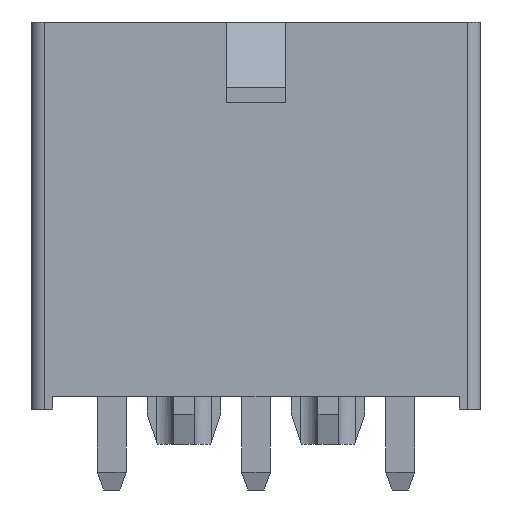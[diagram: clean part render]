
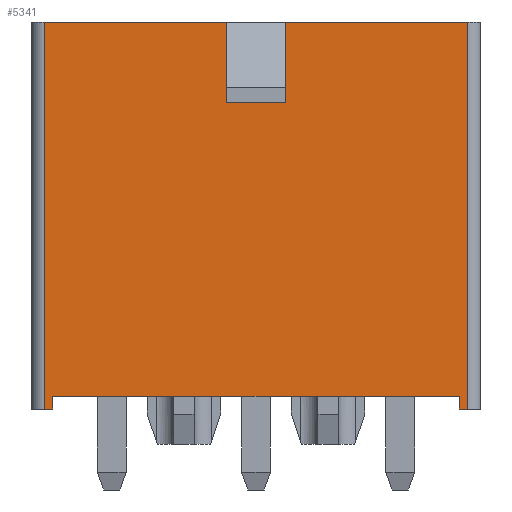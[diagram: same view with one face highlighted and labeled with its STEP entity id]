
A CAD part, front view. The second image highlights one B-rep face of the part: STEP entity #5341.
In plain terms, the highlighted face is planar.
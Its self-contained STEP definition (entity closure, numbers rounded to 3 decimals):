
#254=ORIENTED_EDGE('',*,*,#1289,.F.);
#255=ORIENTED_EDGE('',*,*,#1287,.T.);
#256=ORIENTED_EDGE('',*,*,#1290,.T.);
#257=ORIENTED_EDGE('',*,*,#1291,.T.);
#258=ORIENTED_EDGE('',*,*,#1292,.F.);
#259=ORIENTED_EDGE('',*,*,#1293,.F.);
#260=ORIENTED_EDGE('',*,*,#1294,.F.);
#261=ORIENTED_EDGE('',*,*,#1295,.T.);
#262=ORIENTED_EDGE('',*,*,#1296,.F.);
#263=ORIENTED_EDGE('',*,*,#1297,.F.);
#264=ORIENTED_EDGE('',*,*,#1298,.T.);
#265=ORIENTED_EDGE('',*,*,#1299,.F.);
#1287=EDGE_CURVE('',#1806,#1805,#2152,.T.);
#1289=EDGE_CURVE('',#1806,#1807,#2154,.T.);
#1290=EDGE_CURVE('',#1805,#1808,#2155,.T.);
#1291=EDGE_CURVE('',#1808,#1809,#2156,.T.);
#1292=EDGE_CURVE('',#1810,#1809,#2157,.T.);
#1293=EDGE_CURVE('',#1811,#1810,#2158,.T.);
#1294=EDGE_CURVE('',#1812,#1811,#2159,.T.);
#1295=EDGE_CURVE('',#1812,#1813,#2160,.T.);
#1296=EDGE_CURVE('',#1814,#1813,#2161,.T.);
#1297=EDGE_CURVE('',#1815,#1814,#2162,.T.);
#1298=EDGE_CURVE('',#1815,#1816,#2163,.T.);
#1299=EDGE_CURVE('',#1807,#1816,#2164,.T.);
#1805=VERTEX_POINT('',#7066);
#1806=VERTEX_POINT('',#7068);
#1807=VERTEX_POINT('',#7072);
#1808=VERTEX_POINT('',#7074);
#1809=VERTEX_POINT('',#7076);
#1810=VERTEX_POINT('',#7078);
#1811=VERTEX_POINT('',#7080);
#1812=VERTEX_POINT('',#7082);
#1813=VERTEX_POINT('',#7084);
#1814=VERTEX_POINT('',#7086);
#1815=VERTEX_POINT('',#7088);
#1816=VERTEX_POINT('',#7090);
#2152=LINE('',#7067,#2643);
#2154=LINE('',#7071,#2645);
#2155=LINE('',#7073,#2646);
#2156=LINE('',#7075,#2647);
#2157=LINE('',#7077,#2648);
#2158=LINE('',#7079,#2649);
#2159=LINE('',#7081,#2650);
#2160=LINE('',#7083,#2651);
#2161=LINE('',#7085,#2652);
#2162=LINE('',#7087,#2653);
#2163=LINE('',#7089,#2654);
#2164=LINE('',#7091,#2655);
#2643=VECTOR('',#6000,1000.);
#2645=VECTOR('',#6004,1000.);
#2646=VECTOR('',#6005,1000.);
#2647=VECTOR('',#6006,1000.);
#2648=VECTOR('',#6007,1000.);
#2649=VECTOR('',#6008,1000.);
#2650=VECTOR('',#6009,1000.);
#2651=VECTOR('',#6010,1000.);
#2652=VECTOR('',#6011,1000.);
#2653=VECTOR('',#6012,1000.);
#2654=VECTOR('',#6013,1000.);
#2655=VECTOR('',#6014,1000.);
#3093=EDGE_LOOP('',(#254,#255,#256,#257,#258,#259,#260,#261,#262,#263,#264,
#265));
#3330=FACE_BOUND('',#3093,.T.);
#3561=PLANE('',#5592);
#5341=ADVANCED_FACE('',(#3330),#3561,.F.);
#5592=AXIS2_PLACEMENT_3D('',#7070,#6002,#6003);
#6000=DIRECTION('',(0.,1.,0.));
#6002=DIRECTION('',(0.,0.,-1.));
#6003=DIRECTION('',(-1.,0.,0.));
#6004=DIRECTION('',(1.,0.,0.));
#6005=DIRECTION('',(-1.,0.,0.));
#6006=DIRECTION('',(0.,-1.,0.));
#6007=DIRECTION('',(-1.,0.,0.));
#6008=DIRECTION('',(0.,-1.,0.));
#6009=DIRECTION('',(-1.,0.,0.));
#6010=DIRECTION('',(0.,-1.,0.));
#6011=DIRECTION('',(-1.,0.,0.));
#6012=DIRECTION('',(0.,-1.,0.));
#6013=DIRECTION('',(-1.,0.,0.));
#6014=DIRECTION('',(0.,1.,0.));
#7066=CARTESIAN_POINT('',(-8.025,7.65,3.4));
#7067=CARTESIAN_POINT('',(-8.025,7.15,3.4));
#7068=CARTESIAN_POINT('',(-8.025,7.15,3.4));
#7070=CARTESIAN_POINT('',(8.875,7.65,3.4));
#7071=CARTESIAN_POINT('',(-8.025,7.15,3.4));
#7072=CARTESIAN_POINT('',(8.025,7.15,3.4));
#7073=CARTESIAN_POINT('',(8.875,7.65,3.4));
#7074=CARTESIAN_POINT('',(-8.375,7.65,3.4));
#7075=CARTESIAN_POINT('',(-8.375,7.65,3.4));
#7076=CARTESIAN_POINT('',(-8.375,-7.65,3.4));
#7077=CARTESIAN_POINT('',(8.875,-7.65,3.4));
#7078=CARTESIAN_POINT('',(-1.175,-7.65,3.4));
#7079=CARTESIAN_POINT('',(-1.175,-4.65,3.4));
#7080=CARTESIAN_POINT('',(-1.175,-4.65,3.4));
#7081=CARTESIAN_POINT('',(1.175,-4.65,3.4));
#7082=CARTESIAN_POINT('',(1.175,-4.65,3.4));
#7083=CARTESIAN_POINT('',(1.175,-4.65,3.4));
#7084=CARTESIAN_POINT('',(1.175,-7.65,3.4));
#7085=CARTESIAN_POINT('',(8.875,-7.65,3.4));
#7086=CARTESIAN_POINT('',(8.375,-7.65,3.4));
#7087=CARTESIAN_POINT('',(8.375,7.65,3.4));
#7088=CARTESIAN_POINT('',(8.375,7.65,3.4));
#7089=CARTESIAN_POINT('',(8.875,7.65,3.4));
#7090=CARTESIAN_POINT('',(8.025,7.65,3.4));
#7091=CARTESIAN_POINT('',(8.025,7.15,3.4));
